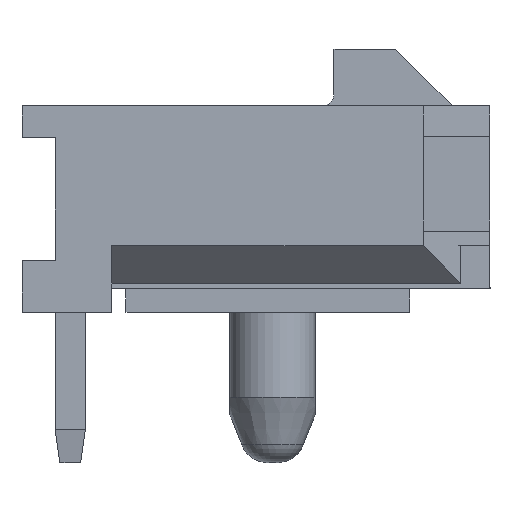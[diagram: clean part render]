
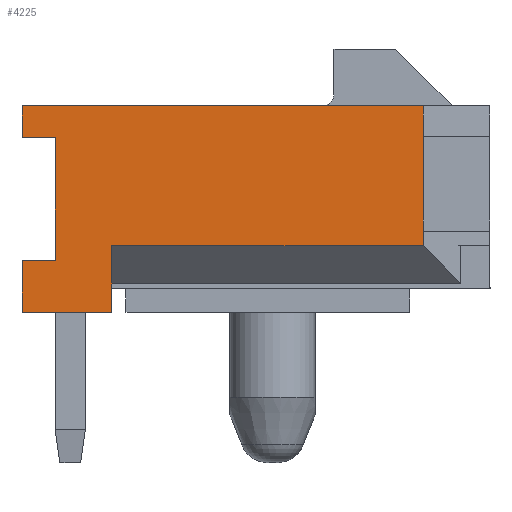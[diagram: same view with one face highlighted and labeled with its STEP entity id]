
A CAD part, left-side view. The second image highlights one B-rep face of the part: STEP entity #4225.
In plain terms, the highlighted planar face has unit normal (-1, 0, 0).
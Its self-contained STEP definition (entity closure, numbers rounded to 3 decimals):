
#567=ORIENTED_EDGE('',*,*,#1704,.T.);
#568=ORIENTED_EDGE('',*,*,#1705,.T.);
#569=ORIENTED_EDGE('',*,*,#1697,.T.);
#570=ORIENTED_EDGE('',*,*,#1706,.T.);
#571=ORIENTED_EDGE('',*,*,#1707,.F.);
#572=ORIENTED_EDGE('',*,*,#1708,.T.);
#573=ORIENTED_EDGE('',*,*,#1709,.F.);
#574=ORIENTED_EDGE('',*,*,#1710,.F.);
#575=ORIENTED_EDGE('',*,*,#1711,.F.);
#576=ORIENTED_EDGE('',*,*,#1446,.T.);
#577=ORIENTED_EDGE('',*,*,#1703,.T.);
#578=ORIENTED_EDGE('',*,*,#1712,.T.);
#1446=EDGE_CURVE('',#2042,#2041,#2439,.T.);
#1697=EDGE_CURVE('',#2234,#2235,#2690,.T.);
#1703=EDGE_CURVE('',#2041,#2239,#2696,.T.);
#1704=EDGE_CURVE('',#2240,#2241,#2697,.T.);
#1705=EDGE_CURVE('',#2241,#2234,#2698,.T.);
#1706=EDGE_CURVE('',#2235,#2242,#2699,.T.);
#1707=EDGE_CURVE('',#2243,#2242,#2700,.T.);
#1708=EDGE_CURVE('',#2243,#2244,#2701,.T.);
#1709=EDGE_CURVE('',#2245,#2244,#2702,.T.);
#1710=EDGE_CURVE('',#2246,#2245,#2703,.T.);
#1711=EDGE_CURVE('',#2042,#2246,#2704,.T.);
#1712=EDGE_CURVE('',#2239,#2240,#2705,.T.);
#2041=VERTEX_POINT('',#6022);
#2042=VERTEX_POINT('',#6024);
#2234=VERTEX_POINT('',#6511);
#2235=VERTEX_POINT('',#6512);
#2239=VERTEX_POINT('',#6522);
#2240=VERTEX_POINT('',#6526);
#2241=VERTEX_POINT('',#6527);
#2242=VERTEX_POINT('',#6530);
#2243=VERTEX_POINT('',#6532);
#2244=VERTEX_POINT('',#6534);
#2245=VERTEX_POINT('',#6536);
#2246=VERTEX_POINT('',#6538);
#2439=LINE('',#6023,#3027);
#2690=LINE('',#6510,#3278);
#2696=LINE('',#6523,#3284);
#2697=LINE('',#6525,#3285);
#2698=LINE('',#6528,#3286);
#2699=LINE('',#6529,#3287);
#2700=LINE('',#6531,#3288);
#2701=LINE('',#6533,#3289);
#2702=LINE('',#6535,#3290);
#2703=LINE('',#6537,#3291);
#2704=LINE('',#6539,#3292);
#2705=LINE('',#6540,#3293);
#3027=VECTOR('',#4845,1000.);
#3278=VECTOR('',#5184,1000.);
#3284=VECTOR('',#5192,1000.);
#3285=VECTOR('',#5195,1000.);
#3286=VECTOR('',#5196,1000.);
#3287=VECTOR('',#5197,1000.);
#3288=VECTOR('',#5198,1000.);
#3289=VECTOR('',#5199,1000.);
#3290=VECTOR('',#5200,1000.);
#3291=VECTOR('',#5201,1000.);
#3292=VECTOR('',#5202,1000.);
#3293=VECTOR('',#5203,1000.);
#3572=EDGE_LOOP('',(#567,#568,#569,#570,#571,#572,#573,#574,#575,#576,#577,
#578));
#3800=FACE_BOUND('',#3572,.T.);
#4015=PLANE('',#4482);
#4225=ADVANCED_FACE('',(#3800),#4015,.T.);
#4482=AXIS2_PLACEMENT_3D('',#6524,#5193,#5194);
#4845=DIRECTION('',(0.,1.,0.));
#5184=DIRECTION('',(0.,0.,-1.));
#5192=DIRECTION('',(0.,0.,-1.));
#5193=DIRECTION('',(-1.,0.,0.));
#5194=DIRECTION('',(0.,0.,1.));
#5195=DIRECTION('',(0.,0.,-1.));
#5196=DIRECTION('',(0.,1.,0.));
#5197=DIRECTION('',(0.,-1.,0.));
#5198=DIRECTION('',(0.,0.,-1.));
#5199=DIRECTION('',(0.,-1.,0.));
#5200=DIRECTION('',(0.,0.,-1.));
#5201=DIRECTION('',(0.,0.,-1.));
#5202=DIRECTION('',(0.,0.,-1.));
#5203=DIRECTION('',(0.,-1.,0.));
#6022=CARTESIAN_POINT('',(-7.825,4.95,2.185));
#6023=CARTESIAN_POINT('',(-7.825,-4.95,2.185));
#6024=CARTESIAN_POINT('',(-7.825,-3.536,2.185));
#6510=CARTESIAN_POINT('',(-7.825,4.95,2.185));
#6511=CARTESIAN_POINT('',(-7.825,4.95,-1.085));
#6512=CARTESIAN_POINT('',(-7.825,4.95,-2.185));
#6522=CARTESIAN_POINT('',(-7.825,4.95,1.515));
#6523=CARTESIAN_POINT('',(-7.825,4.95,2.185));
#6524=CARTESIAN_POINT('',(-7.825,0.,0.));
#6525=CARTESIAN_POINT('',(-7.825,4.25,0.));
#6526=CARTESIAN_POINT('',(-7.825,4.25,1.515));
#6527=CARTESIAN_POINT('',(-7.825,4.25,-1.085));
#6528=CARTESIAN_POINT('',(-7.825,0.,-1.085));
#6529=CARTESIAN_POINT('',(-7.825,4.95,-2.185));
#6530=CARTESIAN_POINT('',(-7.825,3.05,-2.185));
#6531=CARTESIAN_POINT('',(-7.825,3.05,-2.185));
#6532=CARTESIAN_POINT('',(-7.825,3.05,-0.771));
#6533=CARTESIAN_POINT('',(-7.825,3.05,-0.771));
#6534=CARTESIAN_POINT('',(-7.825,-3.536,-0.771));
#6535=CARTESIAN_POINT('',(-7.825,-3.536,0.));
#6536=CARTESIAN_POINT('',(-7.825,-3.536,-0.465));
#6537=CARTESIAN_POINT('',(-7.825,-3.536,1.535));
#6538=CARTESIAN_POINT('',(-7.825,-3.536,1.535));
#6539=CARTESIAN_POINT('',(-7.825,-3.536,0.));
#6540=CARTESIAN_POINT('',(-7.825,0.,1.515));
